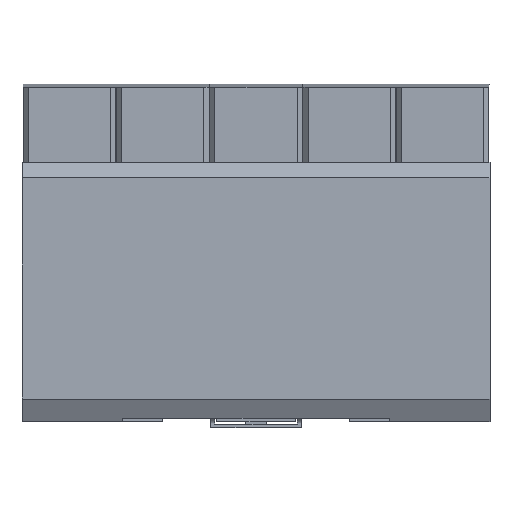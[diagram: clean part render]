
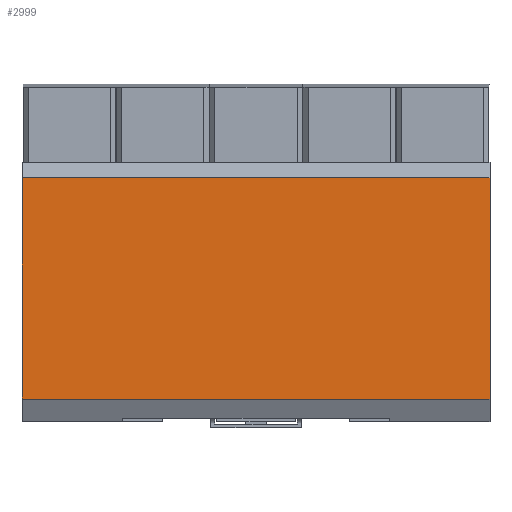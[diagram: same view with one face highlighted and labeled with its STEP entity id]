
A CAD part, front view. The second image highlights one B-rep face of the part: STEP entity #2999.
In plain terms, the highlighted planar face has unit normal (0, -1, 0.007).
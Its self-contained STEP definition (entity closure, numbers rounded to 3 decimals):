
#2956=AXIS2_PLACEMENT_3D('Plane Axis2P3D',#2953,#2954,#2955) ;
#2913=CARTESIAN_POINT('Vertex',(89.8,0.,5.503)) ;
#2916=CARTESIAN_POINT('Line Origine',(44.9,0.,5.503)) ;
#2920=CARTESIAN_POINT('Vertex',(0.,0.,5.503)) ;
#2953=CARTESIAN_POINT('Axis2P3D Location',(44.903,0.297,47.999)) ;
#2958=CARTESIAN_POINT('Line Origine',(89.8,0.005,6.251)) ;
#2962=CARTESIAN_POINT('Vertex',(89.8,0.01,6.999)) ;
#2965=CARTESIAN_POINT('Line Origine',(89.8,0.154,27.499)) ;
#2969=CARTESIAN_POINT('Vertex',(89.8,0.297,47.999)) ;
#2972=CARTESIAN_POINT('Line Origine',(44.9,0.297,47.999)) ;
#2976=CARTESIAN_POINT('Vertex',(0.,0.297,47.999)) ;
#2979=CARTESIAN_POINT('Line Origine',(0.,0.154,27.499)) ;
#2983=CARTESIAN_POINT('Vertex',(0.,0.01,6.999)) ;
#2986=CARTESIAN_POINT('Line Origine',(0.,0.005,6.251)) ;
#2917=DIRECTION('Vector Direction',(-1.,0.,0.)) ;
#2954=DIRECTION('Axis2P3D Direction',(0.,1.,-0.007)) ;
#2955=DIRECTION('Axis2P3D XDirection',(0.,-0.007,-1.)) ;
#2959=DIRECTION('Vector Direction',(0.,-0.007,-1.)) ;
#2966=DIRECTION('Vector Direction',(0.,-0.007,-1.)) ;
#2973=DIRECTION('Vector Direction',(1.,0.,0.)) ;
#2980=DIRECTION('Vector Direction',(0.,-0.007,-1.)) ;
#2987=DIRECTION('Vector Direction',(0.,-0.007,-1.)) ;
#2918=VECTOR('Line Direction',#2917,1.) ;
#2960=VECTOR('Line Direction',#2959,1.) ;
#2967=VECTOR('Line Direction',#2966,1.) ;
#2974=VECTOR('Line Direction',#2973,1.) ;
#2981=VECTOR('Line Direction',#2980,1.) ;
#2988=VECTOR('Line Direction',#2987,1.) ;
#2992=ORIENTED_EDGE('',*,*,#2964,.F.) ;
#2993=ORIENTED_EDGE('',*,*,#2971,.T.) ;
#2994=ORIENTED_EDGE('',*,*,#2978,.F.) ;
#2995=ORIENTED_EDGE('',*,*,#2985,.F.) ;
#2996=ORIENTED_EDGE('',*,*,#2990,.F.) ;
#2997=ORIENTED_EDGE('',*,*,#2922,.F.) ;
#2999=ADVANCED_FACE('SOCKEL',(#2998),#2957,.F.) ;
#2922=EDGE_CURVE('',#2914,#2921,#2919,.T.) ;
#2964=EDGE_CURVE('',#2963,#2914,#2961,.T.) ;
#2971=EDGE_CURVE('',#2963,#2970,#2968,.F.) ;
#2978=EDGE_CURVE('',#2977,#2970,#2975,.T.) ;
#2985=EDGE_CURVE('',#2984,#2977,#2982,.F.) ;
#2990=EDGE_CURVE('',#2921,#2984,#2989,.F.) ;
#2991=EDGE_LOOP('',(#2992,#2993,#2994,#2995,#2996,#2997)) ;
#2998=FACE_OUTER_BOUND('',#2991,.T.) ;
#2919=LINE('Line',#2916,#2918) ;
#2961=LINE('Line',#2958,#2960) ;
#2968=LINE('Line',#2965,#2967) ;
#2975=LINE('Line',#2972,#2974) ;
#2982=LINE('Line',#2979,#2981) ;
#2989=LINE('Line',#2986,#2988) ;
#2957=PLANE('',#2956) ;
#2914=VERTEX_POINT('',#2913) ;
#2921=VERTEX_POINT('',#2920) ;
#2963=VERTEX_POINT('',#2962) ;
#2970=VERTEX_POINT('',#2969) ;
#2977=VERTEX_POINT('',#2976) ;
#2984=VERTEX_POINT('',#2983) ;
